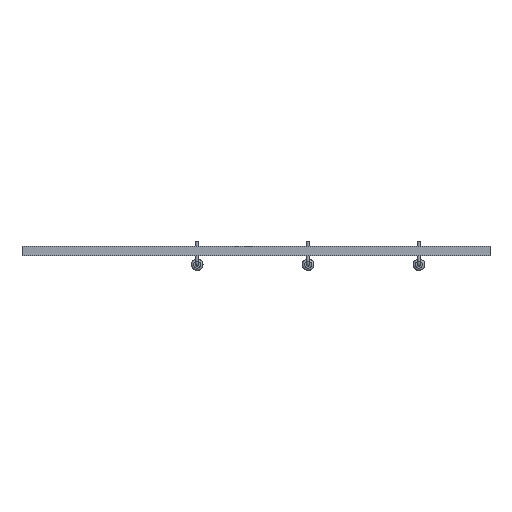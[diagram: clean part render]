
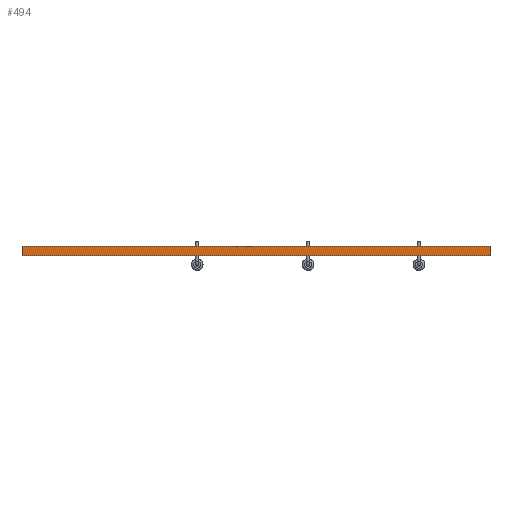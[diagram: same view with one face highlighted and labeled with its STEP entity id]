
A CAD part, front view. The second image highlights one B-rep face of the part: STEP entity #494.
In plain terms, the highlighted planar face has unit normal (0, -1, 0).
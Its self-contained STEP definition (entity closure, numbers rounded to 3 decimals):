
#494 = ADVANCED_FACE('',(#495),#529,.T.);
#495 = FACE_BOUND('',#496,.T.);
#496 = EDGE_LOOP('',(#497,#507,#515,#523));
#497 = ORIENTED_EDGE('',*,*,#498,.T.);
#498 = EDGE_CURVE('',#499,#501,#503,.T.);
#499 = VERTEX_POINT('',#500);
#500 = CARTESIAN_POINT('',(171.744,-156.644,0.));
#501 = VERTEX_POINT('',#502);
#502 = CARTESIAN_POINT('',(171.744,-156.644,1.6));
#503 = LINE('',#504,#505);
#504 = CARTESIAN_POINT('',(171.744,-156.644,0.));
#505 = VECTOR('',#506,1.);
#506 = DIRECTION('',(0.,0.,1.));
#507 = ORIENTED_EDGE('',*,*,#508,.T.);
#508 = EDGE_CURVE('',#501,#509,#511,.T.);
#509 = VERTEX_POINT('',#510);
#510 = CARTESIAN_POINT('',(91.356,-156.644,1.6));
#511 = LINE('',#512,#513);
#512 = CARTESIAN_POINT('',(171.744,-156.644,1.6));
#513 = VECTOR('',#514,1.);
#514 = DIRECTION('',(-1.,0.,0.));
#515 = ORIENTED_EDGE('',*,*,#516,.F.);
#516 = EDGE_CURVE('',#517,#509,#519,.T.);
#517 = VERTEX_POINT('',#518);
#518 = CARTESIAN_POINT('',(91.356,-156.644,0.));
#519 = LINE('',#520,#521);
#520 = CARTESIAN_POINT('',(91.356,-156.644,0.));
#521 = VECTOR('',#522,1.);
#522 = DIRECTION('',(0.,0.,1.));
#523 = ORIENTED_EDGE('',*,*,#524,.F.);
#524 = EDGE_CURVE('',#499,#517,#525,.T.);
#525 = LINE('',#526,#527);
#526 = CARTESIAN_POINT('',(171.744,-156.644,0.));
#527 = VECTOR('',#528,1.);
#528 = DIRECTION('',(-1.,0.,0.));
#529 = PLANE('',#530);
#530 = AXIS2_PLACEMENT_3D('',#531,#532,#533);
#531 = CARTESIAN_POINT('',(171.744,-156.644,0.));
#532 = DIRECTION('',(0.,-1.,0.));
#533 = DIRECTION('',(-1.,0.,0.));
